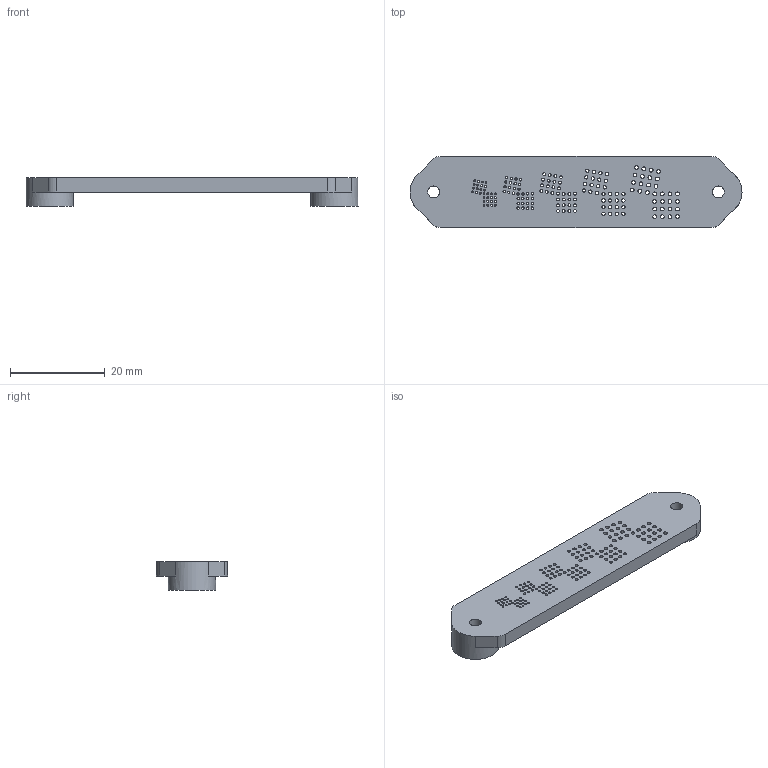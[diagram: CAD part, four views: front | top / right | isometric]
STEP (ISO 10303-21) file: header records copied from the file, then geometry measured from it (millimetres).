
FILE_DESCRIPTION(/* description */ (''),/* implementation_level */ '2;1');
FILE_NAME(/* name */ 'ResolutionModule.step',/* time_stamp */ '2024-04-08T10:58:02+10:00',/* author */ (''),/* organization */ (''),/* preprocessor_version */ 'ST-DEVELOPER v20',/* originating_system */ 'Autodesk Translation Framework v12.20.1.177',/* authorisation */ '');
FILE_SCHEMA (('AUTOMOTIVE_DESIGN { 1 0 10303 214 3 1 1 }'));
Length unit declared in the file: millimetre
Products named in the file (1): ResolutionModule
Bounding box: 70 x 15 x 6 mm (x, y, z)
Volume: 3237.3 mm3; surface area: 3492.4 mm2
Topology: 1 solids, 1 shells, 173 faces, 513 edges, 342 vertices
Faces by surface type: cylinder 163, plane 10
Full cylindrical faces by diameter (mm): 0.4 x31, 0.5 x31, 0.6 x31, 0.7 x31, 0.8 x31, 2.529 x2, 10 x2
Entity records: 6658 total; most frequent: DIRECTION 1191, CARTESIAN_POINT 1029, ORIENTED_EDGE 1026, EDGE_CURVE 513, AXIS2_PLACEMENT_3D 504, EDGE_LOOP 487, VERTEX_POINT 342, CIRCLE 330
